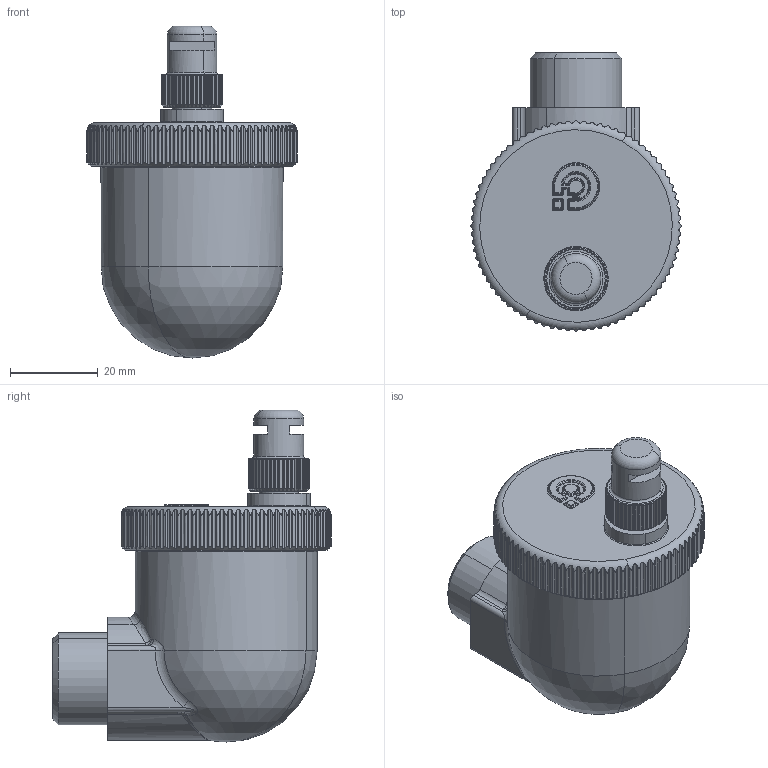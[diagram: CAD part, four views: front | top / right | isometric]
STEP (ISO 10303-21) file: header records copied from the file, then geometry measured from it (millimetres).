
FILE_DESCRIPTION(('CATIA V5 STEP Exchange'),'2;1');
FILE_NAME('504401 (STP).stp','2016-05-12T08:51:18+00:00',('none'),('none'),'CATIA Version 5-6 Release 2014 SP5','CATIA V5 STEP AP203','none');
FILE_SCHEMA(('CONFIG_CONTROL_DESIGN'));
Length unit declared in the file: millimetre
Products named in the file (1): 504401_AllCATPart
Bounding box: 47.9 x 63.45 x 75.65 mm (x, y, z)
Volume: 80687.3 mm3; surface area: 12846 mm2
Topology: 1 solids, 1 shells, 750 faces, 2175 edges, 1421 vertices
Faces by surface type: cylinder 323, plane 289, torus 70, bspline 44, sphere 13, cone 11
Entity records: 30491 total; most frequent: CARTESIAN_POINT 13493, ORIENTED_EDGE 4316, DIRECTION 2292, EDGE_CURVE 2158, VERTEX_POINT 1421, B_SPLINE_CURVE_WITH_KNOTS 1052, AXIS2_PLACEMENT_3D 974, EDGE_LOOP 761
